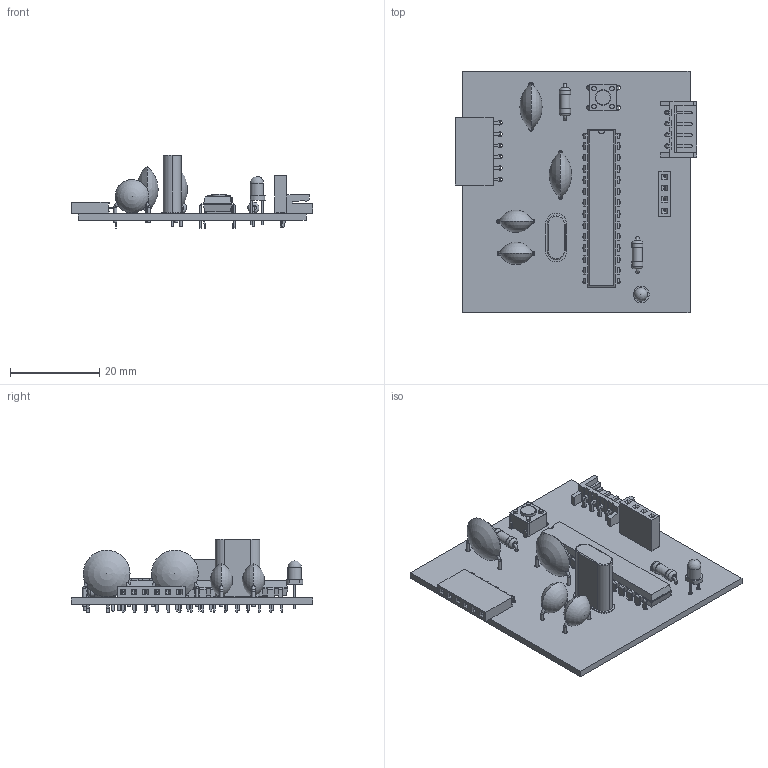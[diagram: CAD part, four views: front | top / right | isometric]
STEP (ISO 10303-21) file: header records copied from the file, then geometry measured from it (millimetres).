
FILE_DESCRIPTION(('KiCad electronic assembly'),'2;1');
FILE_NAME('Test_2.step','2025-06-16T14:27:58',('Pcbnew'),('Kicad'), 'Open CASCADE STEP processor 7.8','KiCad to STEP converter','Unknown' );
FILE_SCHEMA(('AUTOMOTIVE_DESIGN { 1 0 10303 214 1 1 1 1 }'));
Length unit declared in the file: millimetre
Products named in the file (12): Test_2 1; LED_D3.0mm; JST_EH_S4B-EH_1x04_P2.50mm_Horizontal; C_Disc_D10.5mm_W5.0mm_P10.00mm; PinSocket_1x04_P2.54mm_Vertical; C_Disc_D7.5mm_W5.0mm_P7.50mm; R_Axial_DIN0207_L6.3mm_D2.5mm_P7.62mm_Horizontal; SW_PUSH_6mm; DIP-28_W7.62mm; Crystal_HC49-U_Vertical; PinSocket_1x06_P2.54mm_Horizontal; Test_2_PCB
Assembly tree (14 placements, depth 2):
  Test_2 1
    LED_D3.0mm
    JST_EH_S4B-EH_1x04_P2.50mm_Horizontal
    C_Disc_D10.5mm_W5.0mm_P10.00mm  x2
    PinSocket_1x04_P2.54mm_Vertical
    C_Disc_D7.5mm_W5.0mm_P7.50mm  x2
    R_Axial_DIN0207_L6.3mm_D2.5mm_P7.62mm_Horizontal  x2
    SW_PUSH_6mm
    DIP-28_W7.62mm
    Crystal_HC49-U_Vertical
    PinSocket_1x06_P2.54mm_Horizontal
    Test_2_PCB
Bounding box: 54.18 x 54.22 x 16.6 mm (x, y, z)
Volume: 6966.6 mm3; surface area: 10107.1 mm2
Topology: 14 solids, 14 shells, 1227 faces, 3250 edges, 2089 vertices
Faces by surface type: plane 937, cylinder 220, bspline 40, torus 13, sphere 9, revolution 8
Full cylindrical faces by diameter (mm): 0.5 x2, 0.6 x4, 0.7 x16, 0.8 x34, 0.9 x2, 0.95 x4, 1 x22, 1.1 x4, 2.25 x2, 2.5 x4, 3 x1, 3.5 x1
Entity records: 47103 total; most frequent: CARTESIAN_POINT 7593, ORIENTED_EDGE 6348, DIRECTION 5922, EDGE_CURVE 3174, LINE 2698, VECTOR 2698, VERTEX_POINT 2046, AXIS2_PLACEMENT_3D 1610
